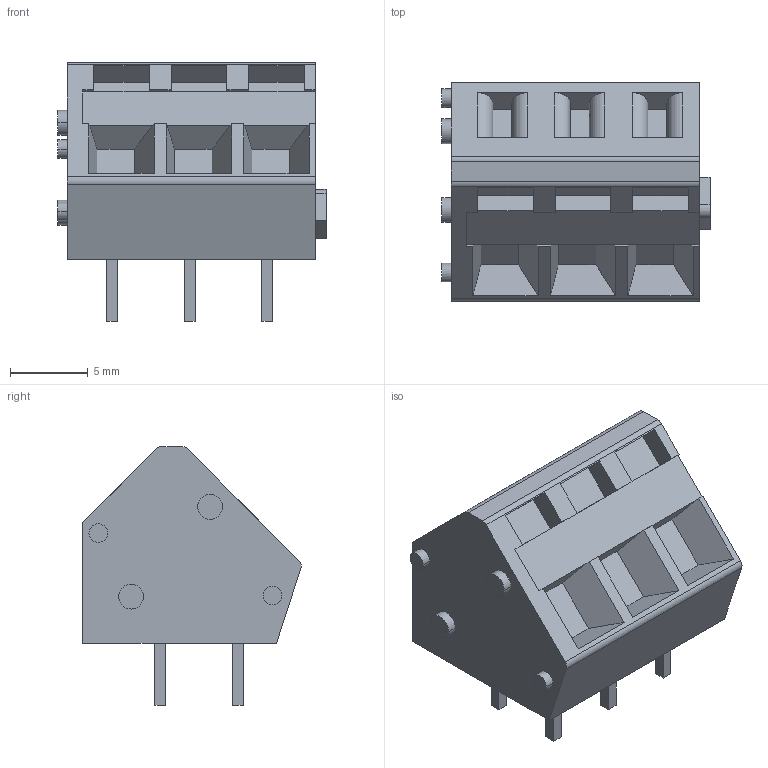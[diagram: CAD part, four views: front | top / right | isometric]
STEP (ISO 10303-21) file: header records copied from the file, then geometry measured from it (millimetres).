
FILE_DESCRIPTION((''),'2;1');
FILE_NAME('WAGO_236-403-009.stp','2010-09-02T13:13:25',(''),(''),'Mechanical Desktop 2010','Mechanical Desktop 2010',', , ');
FILE_SCHEMA(('AUTOMOTIVE_DESIGN { 1 2 10303 214 1 1 1 1 }'));
Length unit declared in the file: millimetre
Products named in the file (1): Product
Bounding box: 17.3 x 14.09 x 16.71 mm (x, y, z)
Volume: 2028.3 mm3; surface area: 1231.1 mm2
Topology: 7 solids, 7 shells, 126 faces, 300 edges, 196 vertices
Faces by surface type: plane 108, cylinder 18
Entity records: 3623 total; most frequent: CARTESIAN_POINT 623, ORIENTED_EDGE 600, DIRECTION 590, EDGE_CURVE 300, VECTOR 264, LINE 264, VERTEX_POINT 196, AXIS2_PLACEMENT_3D 163
